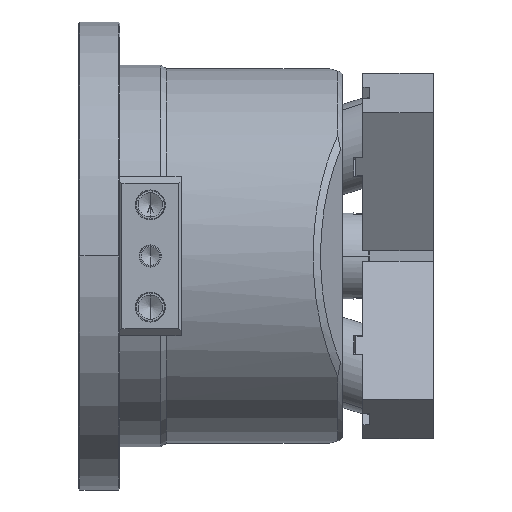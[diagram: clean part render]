
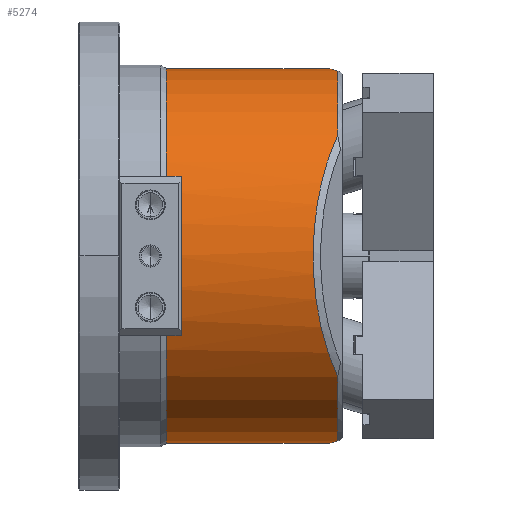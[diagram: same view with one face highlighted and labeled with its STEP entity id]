
A CAD part, front view. The second image highlights one B-rep face of the part: STEP entity #5274.
In plain terms, the highlighted cylindrical face has radius 82.5 mm (diameter 165 mm), a partial arc.
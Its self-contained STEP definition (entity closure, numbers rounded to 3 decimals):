
#170 = CYLINDRICAL_SURFACE ( 'NONE', #11094, 82.5 ) ;
#388 = EDGE_CURVE ( 'NONE', #9108, #4742, #1853, .T. ) ;
#401 = CARTESIAN_POINT ( 'NONE',  ( 93.017, -73.809, -36.933 ) ) ;
#446 = DIRECTION ( 'NONE',  ( 0., 0., 1. ) ) ;
#455 = CARTESIAN_POINT ( 'NONE',  ( 88.397, -82.087, -9.547 ) ) ;
#483 = CARTESIAN_POINT ( 'NONE',  ( 99., -14.493, -81.217 ) ) ;
#504 = CARTESIAN_POINT ( 'NONE',  ( 90.929, -77.548, 28.153 ) ) ;
#702 = EDGE_CURVE ( 'NONE', #11191, #10150, #10392, .T. ) ;
#832 = CARTESIAN_POINT ( 'NONE',  ( 97.224, -9.63, -82.085 ) ) ;
#964 = CARTESIAN_POINT ( 'NONE',  ( 94.336, 0., 82.499 ) ) ;
#1000 = VERTEX_POINT ( 'NONE', #1359 ) ;
#1028 = CARTESIAN_POINT ( 'NONE',  ( 99., -63.089, -53.16 ) ) ;
#1118 = B_SPLINE_CURVE_WITH_KNOTS ( 'NONE', 3,
 ( #4478, #12798, #8080, #964 ),
 .UNSPECIFIED., .F., .F.,
 ( 4, 4 ),
 ( 0., 0.126 ),
 .UNSPECIFIED. ) ;
#1359 = CARTESIAN_POINT ( 'NONE',  ( 94.336, 0., 82.499 ) ) ;
#1603 = CARTESIAN_POINT ( 'NONE',  ( 91.917, -75.778, -32.639 ) ) ;
#1614 = CARTESIAN_POINT ( 'NONE',  ( 99., 0., 0. ) ) ;
#1655 = CARTESIAN_POINT ( 'NONE',  ( 88.164, -82.5, 4.759 ) ) ;
#1707 = CARTESIAN_POINT ( 'NONE',  ( 90.951, -77.508, 28.262 ) ) ;
#1853 = CIRCLE ( 'NONE', #12098, 82.5 ) ;
#1908 = ORIENTED_EDGE ( 'NONE', *, *, #702, .F. ) ;
#2046 = ORIENTED_EDGE ( 'NONE', *, *, #3164, .T. ) ;
#2391 = CARTESIAN_POINT ( 'NONE',  ( 94.336, 0., -82.499 ) ) ;
#2495 = CARTESIAN_POINT ( 'NONE',  ( 99., -63.089, 53.16 ) ) ;
#2771 = CARTESIAN_POINT ( 'NONE',  ( 91.359, -76.777, -30.202 ) ) ;
#2819 = CARTESIAN_POINT ( 'NONE',  ( 89.096, -80.837, 16.658 ) ) ;
#2874 = CARTESIAN_POINT ( 'NONE',  ( 92.961, -73.911, 36.967 ) ) ;
#3011 = DIRECTION ( 'NONE',  ( 0., 0., 1. ) ) ;
#3164 = EDGE_CURVE ( 'NONE', #4742, #1000, #1118, .T. ) ;
#3978 = CARTESIAN_POINT ( 'NONE',  ( 91.056, -77.32, -28.773 ) ) ;
#4026 = CARTESIAN_POINT ( 'NONE',  ( 89.91, -79.375, 22.524 ) ) ;
#4084 = CARTESIAN_POINT ( 'NONE',  ( 97.208, -66.301, 49.349 ) ) ;
#4097 = EDGE_LOOP ( 'NONE', ( #11850, #13547, #14658, #14328, #13086, #2046, #10634, #1908 ) ) ;
#4478 = CARTESIAN_POINT ( 'NONE',  ( 99., -14.493, 81.217 ) ) ;
#4576 = EDGE_CURVE ( 'NONE', #10998, #5968, #8799, .T. ) ;
#4582 = VECTOR ( 'NONE', #6096, 1000. ) ;
#4742 = VERTEX_POINT ( 'NONE', #5860 ) ;
#4893 = CARTESIAN_POINT ( 'NONE',  ( -73.258, 0., 82.5 ) ) ;
#5162 = CARTESIAN_POINT ( 'NONE',  ( 23.598, 0., -82.5 ) ) ;
#5183 = CARTESIAN_POINT ( 'NONE',  ( 90.986, -77.446, -28.433 ) ) ;
#5237 = CARTESIAN_POINT ( 'NONE',  ( 90.405, -78.487, 25.424 ) ) ;
#5274 = ADVANCED_FACE ( 'NONE', ( #6519 ), #170, .T. ) ;
#5286 = B_SPLINE_CURVE_WITH_KNOTS ( 'NONE', 3,
 ( #12252, #6278, #14619, #7528, #401, #8713, #1603, #9899, #2771, #11114, #3978, #12299, #5183, #13495, #6381, #14673, #7585, #455, #8764, #1655, #9950, #2819, #11167, #4026, #12350, #5237, #13552, #6436, #14724, #7641, #504, #8810, #1707, #10002, #2874, #11215, #4084, #12402 ),
 .UNSPECIFIED., .F., .F.,
 ( 4, 2, 2, 2, 1, 1, 1, 1, 2, 2, 2, 2, 2, 2, 2, 1, 1, 1, 1, 2, 2, 2, 4 ),
 ( 0., 0.125, 0.188, 0.219, 0.234, 0.242, 0.246, 0.248, 0.249, 0.25, 0.375, 0.5, 0.625, 0.687, 0.719, 0.734, 0.742, 0.746, 0.748, 0.749, 0.75, 0.875, 1. ),
 .UNSPECIFIED. ) ;
#5360 = CARTESIAN_POINT ( 'NONE',  ( -73.258, 0., -82.5 ) ) ;
#5860 = CARTESIAN_POINT ( 'NONE',  ( 99., -14.493, 81.217 ) ) ;
#5968 = VERTEX_POINT ( 'NONE', #483 ) ;
#6096 = DIRECTION ( 'NONE',  ( -1., 0., 0. ) ) ;
#6278 = CARTESIAN_POINT ( 'NONE',  ( 97.208, -66.301, -49.349 ) ) ;
#6302 = DIRECTION ( 'NONE',  ( 0., 0., 1. ) ) ;
#6343 = DIRECTION ( 'NONE',  ( -1., 0., 0. ) ) ;
#6375 = DIRECTION ( 'NONE',  ( -1., 0., 0. ) ) ;
#6381 = CARTESIAN_POINT ( 'NONE',  ( 90.965, -77.483, -28.332 ) ) ;
#6436 = CARTESIAN_POINT ( 'NONE',  ( 90.758, -77.855, 27.294 ) ) ;
#6454 = DIRECTION ( 'NONE',  ( -1., 0., 0. ) ) ;
#6519 = FACE_OUTER_BOUND ( 'NONE', #4097, .T. ) ;
#6746 = AXIS2_PLACEMENT_3D ( 'NONE', #11918, #11340, #6302 ) ;
#7528 = CARTESIAN_POINT ( 'NONE',  ( 93.631, -72.711, -39.053 ) ) ;
#7573 = CARTESIAN_POINT ( 'NONE',  ( -73.258, 0., 0. ) ) ;
#7585 = CARTESIAN_POINT ( 'NONE',  ( 89.328, -80.42, -19.029 ) ) ;
#7641 = CARTESIAN_POINT ( 'NONE',  ( 90.907, -77.587, 28.046 ) ) ;
#8080 = CARTESIAN_POINT ( 'NONE',  ( 95.666, -4.764, 82.5 ) ) ;
#8713 = CARTESIAN_POINT ( 'NONE',  ( 92.182, -75.305, -33.717 ) ) ;
#8764 = CARTESIAN_POINT ( 'NONE',  ( 88.164, -82.5, -4.759 ) ) ;
#8799 = B_SPLINE_CURVE_WITH_KNOTS ( 'NONE', 3,
 ( #12625, #15033, #832, #9136 ),
 .UNSPECIFIED., .F., .F.,
 ( 4, 4 ),
 ( 0.876, 1. ),
 .UNSPECIFIED. ) ;
#8810 = CARTESIAN_POINT ( 'NONE',  ( 90.944, -77.522, 28.225 ) ) ;
#8820 = CIRCLE ( 'NONE', #12598, 82.5 ) ;
#9108 = VERTEX_POINT ( 'NONE', #2495 ) ;
#9136 = CARTESIAN_POINT ( 'NONE',  ( 99., -14.493, -81.217 ) ) ;
#9786 = EDGE_CURVE ( 'NONE', #13093, #9108, #5286, .T. ) ;
#9899 = CARTESIAN_POINT ( 'NONE',  ( 91.542, -76.45, -31.015 ) ) ;
#9950 = CARTESIAN_POINT ( 'NONE',  ( 88.397, -82.087, 9.546 ) ) ;
#10002 = CARTESIAN_POINT ( 'NONE',  ( 91.847, -75.903, 32.658 ) ) ;
#10130 = LINE ( 'NONE', #5360, #12928 ) ;
#10150 = VERTEX_POINT ( 'NONE', #10673 ) ;
#10392 = CIRCLE ( 'NONE', #6746, 82.5 ) ;
#10634 = ORIENTED_EDGE ( 'NONE', *, *, #11061, .T. ) ;
#10673 = CARTESIAN_POINT ( 'NONE',  ( 23.598, 0., 82.5 ) ) ;
#10998 = VERTEX_POINT ( 'NONE', #2391 ) ;
#11061 = EDGE_CURVE ( 'NONE', #1000, #10150, #14065, .T. ) ;
#11094 = AXIS2_PLACEMENT_3D ( 'NONE', #7573, #6375, #446 ) ;
#11114 = CARTESIAN_POINT ( 'NONE',  ( 91.156, -77.142, -29.25 ) ) ;
#11167 = CARTESIAN_POINT ( 'NONE',  ( 89.387, -80.315, 19.017 ) ) ;
#11191 = VERTEX_POINT ( 'NONE', #5162 ) ;
#11215 = CARTESIAN_POINT ( 'NONE',  ( 95.641, -69.11, 45.312 ) ) ;
#11340 = DIRECTION ( 'NONE',  ( -1., 0., 0. ) ) ;
#11850 = ORIENTED_EDGE ( 'NONE', *, *, #13537, .F. ) ;
#11918 = CARTESIAN_POINT ( 'NONE',  ( 23.598, 0., 0. ) ) ;
#12098 = AXIS2_PLACEMENT_3D ( 'NONE', #1614, #6343, #3011 ) ;
#12252 = CARTESIAN_POINT ( 'NONE',  ( 99., -63.089, -53.16 ) ) ;
#12299 = CARTESIAN_POINT ( 'NONE',  ( 91.007, -77.408, -28.535 ) ) ;
#12350 = CARTESIAN_POINT ( 'NONE',  ( 90.1, -79.036, 23.688 ) ) ;
#12402 = CARTESIAN_POINT ( 'NONE',  ( 99., -63.089, 53.16 ) ) ;
#12598 = AXIS2_PLACEMENT_3D ( 'NONE', #13570, #6454, #14739 ) ;
#12625 = CARTESIAN_POINT ( 'NONE',  ( 94.336, 0., -82.499 ) ) ;
#12798 = CARTESIAN_POINT ( 'NONE',  ( 97.22, -9.622, 82.086 ) ) ;
#12928 = VECTOR ( 'NONE', #14898, 1000. ) ;
#13086 = ORIENTED_EDGE ( 'NONE', *, *, #388, .T. ) ;
#13093 = VERTEX_POINT ( 'NONE', #1028 ) ;
#13495 = CARTESIAN_POINT ( 'NONE',  ( 90.972, -77.471, -28.365 ) ) ;
#13537 = EDGE_CURVE ( 'NONE', #10998, #11191, #10130, .T. ) ;
#13547 = ORIENTED_EDGE ( 'NONE', *, *, #4576, .T. ) ;
#13552 = CARTESIAN_POINT ( 'NONE',  ( 90.563, -78.203, 26.289 ) ) ;
#13570 = CARTESIAN_POINT ( 'NONE',  ( 99., 0., 0. ) ) ;
#13870 = EDGE_CURVE ( 'NONE', #5968, #13093, #8820, .T. ) ;
#14065 = LINE ( 'NONE', #4893, #4582 ) ;
#14328 = ORIENTED_EDGE ( 'NONE', *, *, #9786, .T. ) ;
#14619 = CARTESIAN_POINT ( 'NONE',  ( 95.642, -69.11, -45.312 ) ) ;
#14658 = ORIENTED_EDGE ( 'NONE', *, *, #13870, .T. ) ;
#14673 = CARTESIAN_POINT ( 'NONE',  ( 90.027, -79.165, -23.724 ) ) ;
#14724 = CARTESIAN_POINT ( 'NONE',  ( 90.857, -77.677, 27.796 ) ) ;
#14739 = DIRECTION ( 'NONE',  ( 0., 0., 1. ) ) ;
#14898 = DIRECTION ( 'NONE',  ( -1., 0., 0. ) ) ;
#15033 = CARTESIAN_POINT ( 'NONE',  ( 95.669, -4.773, -82.5 ) ) ;
